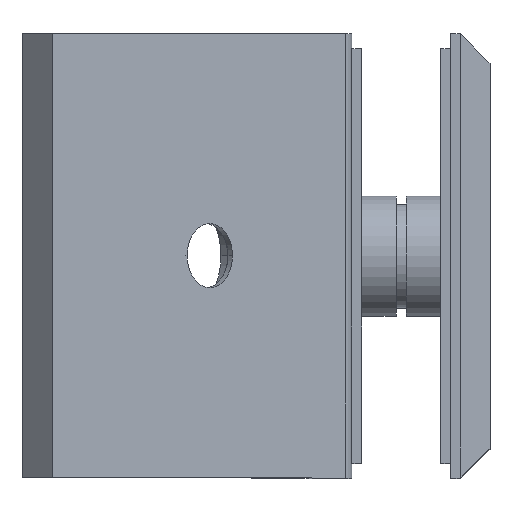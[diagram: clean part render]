
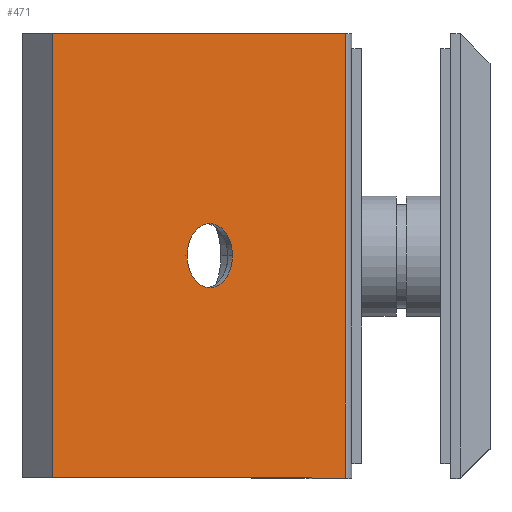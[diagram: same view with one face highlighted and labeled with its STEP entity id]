
A CAD part, top view. The second image highlights one B-rep face of the part: STEP entity #471.
In plain terms, the highlighted face is planar.
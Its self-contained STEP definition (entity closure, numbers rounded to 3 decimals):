
#188 = CARTESIAN_POINT ( 'NONE',  ( 0., -2.408, -21.914 ) ) ;
#262 = DIRECTION ( 'NONE',  ( 0., -0.707, 0.707 ) ) ;
#269 = VECTOR ( 'NONE', #5226, 1000. ) ;
#414 = VERTEX_POINT ( 'NONE', #3488 ) ;
#471 = ADVANCED_FACE ( 'NONE', ( #1513, #3104 ), #2713, .F. ) ;
#860 = VERTEX_POINT ( 'NONE', #2255 ) ;
#911 = ORIENTED_EDGE ( 'NONE', *, *, #4381, .F. ) ;
#973 = CARTESIAN_POINT ( 'NONE',  ( 0., -16.197, -8.126 ) ) ;
#1103 = EDGE_CURVE ( 'NONE', #860, #3315, #4769, .T. ) ;
#1116 = CARTESIAN_POINT ( 'NONE',  ( 0., -32.107, 7.784 ) ) ;
#1146 = LINE ( 'NONE', #2793, #1856 ) ;
#1205 = DIRECTION ( 'NONE',  ( 0., -0.707, 0.707 ) ) ;
#1207 = DIRECTION ( 'NONE',  ( 0., 0.707, 0.707 ) ) ;
#1307 = EDGE_LOOP ( 'NONE', ( #4020, #5091 ) ) ;
#1486 = LINE ( 'NONE', #1116, #269 ) ;
#1513 = FACE_OUTER_BOUND ( 'NONE', #2257, .T. ) ;
#1847 = ORIENTED_EDGE ( 'NONE', *, *, #1103, .T. ) ;
#1856 = VECTOR ( 'NONE', #1205, 1000. ) ;
#1929 = ORIENTED_EDGE ( 'NONE', *, *, #4486, .F. ) ;
#2109 = EDGE_CURVE ( 'NONE', #4067, #4228, #4500, .T. ) ;
#2188 = DIRECTION ( 'NONE',  ( 0., -0.707, 0.707 ) ) ;
#2196 = CARTESIAN_POINT ( 'NONE',  ( 22.5, -2.408, -21.914 ) ) ;
#2215 = AXIS2_PLACEMENT_3D ( 'NONE', #4011, #1207, #3991 ) ;
#2255 = CARTESIAN_POINT ( 'NONE',  ( -22.5, -2.408, -21.914 ) ) ;
#2257 = EDGE_LOOP ( 'NONE', ( #911, #1847, #3008, #1929 ) ) ;
#2459 = VERTEX_POINT ( 'NONE', #3971 ) ;
#2472 = VECTOR ( 'NONE', #2679, 1000. ) ;
#2512 = LINE ( 'NONE', #3934, #5247 ) ;
#2543 = EDGE_CURVE ( 'NONE', #4228, #4067, #4520, .T. ) ;
#2661 = AXIS2_PLACEMENT_3D ( 'NONE', #4314, #5130, #262 ) ;
#2679 = DIRECTION ( 'NONE',  ( 1., 0., 0. ) ) ;
#2713 = PLANE ( 'NONE',  #2661 ) ;
#2763 = DIRECTION ( 'NONE',  ( 0., -0.707, 0.707 ) ) ;
#2793 = CARTESIAN_POINT ( 'NONE',  ( 22.5, -28.571, 4.249 ) ) ;
#3008 = ORIENTED_EDGE ( 'NONE', *, *, #3170, .T. ) ;
#3104 = FACE_BOUND ( 'NONE', #1307, .T. ) ;
#3170 = EDGE_CURVE ( 'NONE', #3315, #414, #1146, .T. ) ;
#3280 = CARTESIAN_POINT ( 'NONE',  ( 0., -18.495, -5.828 ) ) ;
#3315 = VERTEX_POINT ( 'NONE', #2196 ) ;
#3488 = CARTESIAN_POINT ( 'NONE',  ( 22.5, -32.107, 7.784 ) ) ;
#3934 = CARTESIAN_POINT ( 'NONE',  ( -22.5, -12.661, -11.661 ) ) ;
#3971 = CARTESIAN_POINT ( 'NONE',  ( -22.5, -32.107, 7.784 ) ) ;
#3991 = DIRECTION ( 'NONE',  ( 0., -0.707, 0.707 ) ) ;
#4011 = CARTESIAN_POINT ( 'NONE',  ( 0., -16.197, -8.126 ) ) ;
#4020 = ORIENTED_EDGE ( 'NONE', *, *, #2109, .T. ) ;
#4067 = VERTEX_POINT ( 'NONE', #3280 ) ;
#4228 = VERTEX_POINT ( 'NONE', #5129 ) ;
#4314 = CARTESIAN_POINT ( 'NONE',  ( 0., -12.661, -11.661 ) ) ;
#4381 = EDGE_CURVE ( 'NONE', #860, #2459, #2512, .T. ) ;
#4486 = EDGE_CURVE ( 'NONE', #2459, #414, #1486, .T. ) ;
#4500 = CIRCLE ( 'NONE', #4954, 3.25 ) ;
#4520 = CIRCLE ( 'NONE', #2215, 3.25 ) ;
#4769 = LINE ( 'NONE', #188, #2472 ) ;
#4954 = AXIS2_PLACEMENT_3D ( 'NONE', #973, #5092, #2188 ) ;
#5091 = ORIENTED_EDGE ( 'NONE', *, *, #2543, .T. ) ;
#5092 = DIRECTION ( 'NONE',  ( 0., 0.707, 0.707 ) ) ;
#5129 = CARTESIAN_POINT ( 'NONE',  ( 0., -13.899, -10.424 ) ) ;
#5130 = DIRECTION ( 'NONE',  ( 0., 0.707, 0.707 ) ) ;
#5226 = DIRECTION ( 'NONE',  ( 1., 0., 0. ) ) ;
#5247 = VECTOR ( 'NONE', #2763, 1000. ) ;
